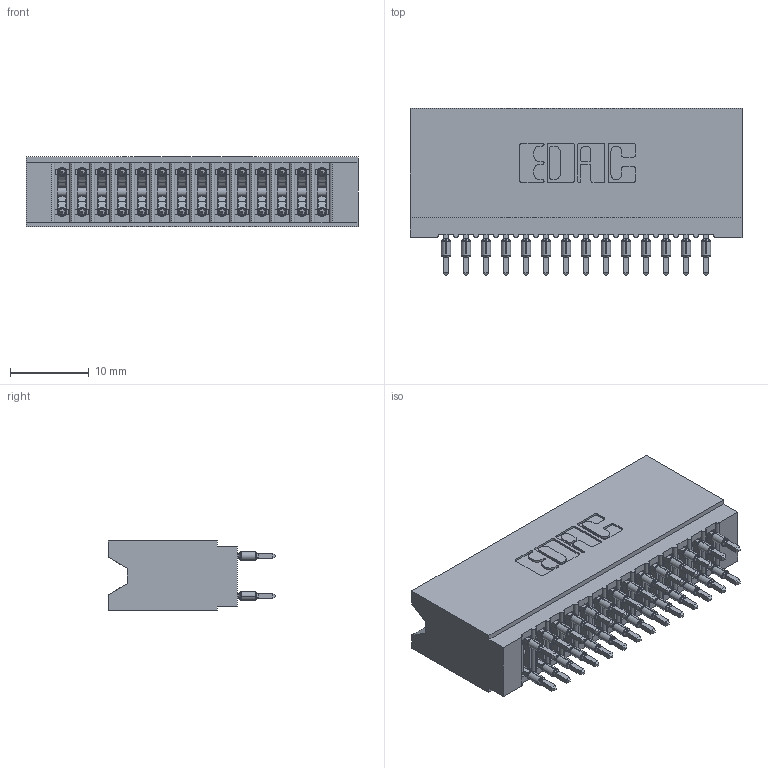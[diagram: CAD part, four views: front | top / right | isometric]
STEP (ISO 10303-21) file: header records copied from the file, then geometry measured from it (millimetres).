
FILE_DESCRIPTION (( 'STEP AP203' ), '1' );
FILE_NAME ('745-028-525-206.STEP', '2026-02-26T16:47:10', ( '' ), ( '' ), 'SwSTEP 2.0', 'SolidWorks 2023', '' );
FILE_SCHEMA (( 'CONFIG_CONTROL_DESIGN' ));
Length unit declared in the file: millimetre
Products named in the file (3): 745 Part_Insulator Option - 06; 745-028-525-206; 745-292-001_525
Assembly tree (29 placements, depth 2):
  745-028-525-206
    745 Part_Insulator Option - 06
    745-292-001_525  x28
Bounding box: 42.16 x 21.22 x 8.89 mm (x, y, z)
Volume: 3936.2 mm3; surface area: 7355.2 mm2
Topology: 29 solids, 29 shells, 2602 faces, 6994 edges, 4400 vertices
Faces by surface type: plane 1344, bspline 560, cylinder 530, torus 168
Entity records: 27412 total; most frequent: CARTESIAN_POINT 5266, ORIENTED_EDGE 4646, DIRECTION 4083, EDGE_CURVE 2323, LINE 2057, VECTOR 2057, VERTEX_POINT 1484, AXIS2_PLACEMENT_3D 1013
